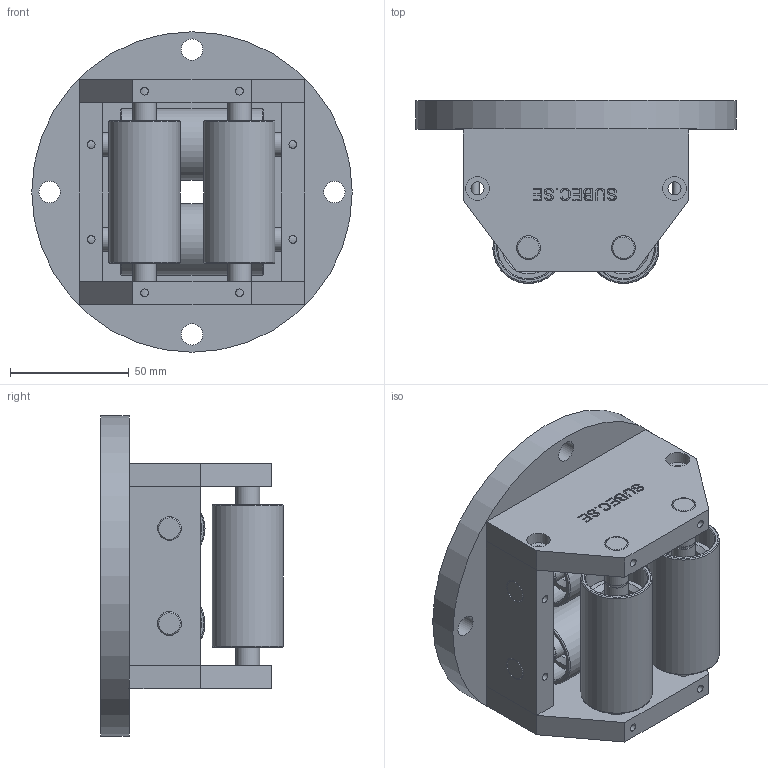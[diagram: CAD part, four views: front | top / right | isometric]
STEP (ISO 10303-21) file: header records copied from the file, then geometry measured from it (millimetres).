
FILE_DESCRIPTION (( 'STEP AP203' ), '1' );
FILE_NAME ('170406 STEP 3-400074-01_0069.STEP', '2017-04-06T12:50:17', ( '' ), ( '' ), 'SwSTEP 2.0', 'SolidWorks 2017', '' );
FILE_SCHEMA (( 'CONFIG_CONTROL_DESIGN' ));
Length unit declared in the file: millimetre
Products named in the file (1): 170406 STEP 3-400074-01_0069
Bounding box: 135 x 76.99 x 135 mm (x, y, z)
Surface area: 122544 mm2 (no closed solid volume)
Topology: 0 solids, 21 shells, 361 faces, 951 edges, 636 vertices
Faces by surface type: plane 159, bspline 98, cylinder 72, cone 24, torus 8
Full cylindrical faces by diameter (mm): 3.3 x8, 5.5 x4, 9 x4, 9.5 x8, 10 x24, 11 x6, 18 x4, 26 x8, 30 x4, 60 x1, 135 x1
Entity records: 17012 total; most frequent: CARTESIAN_POINT 8983, ORIENTED_EDGE 1524, DIRECTION 1335, EDGE_CURVE 835, VERTEX_POINT 624, EDGE_LOOP 581, VECTOR 447, LINE 447
